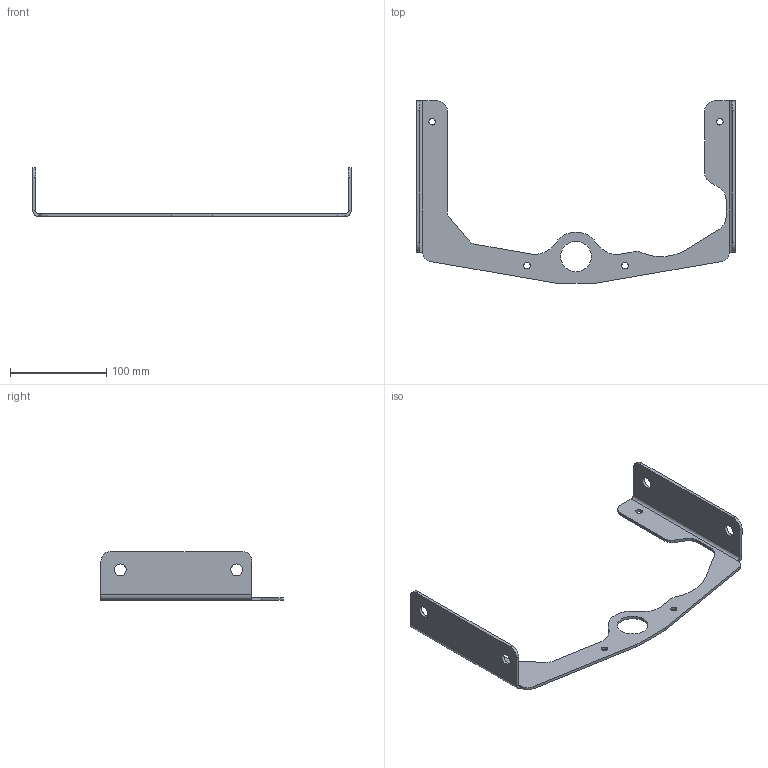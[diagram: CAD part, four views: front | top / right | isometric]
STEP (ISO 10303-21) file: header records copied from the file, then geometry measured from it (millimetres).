
FILE_DESCRIPTION (( 'STEP AP203' ), '1' );
FILE_NAME ('2234105099_Default_sldprt.STEP', '2023-01-20T01:28:38', ( '' ), ( '' ), 'SwSTEP 2.0', 'SolidWorks 2022', '' );
FILE_SCHEMA (( 'CONFIG_CONTROL_DESIGN' ));
Length unit declared in the file: inch
Products named in the file (1): 2234105099_Default_sldprt
Bounding box: 330.2 x 188.93 x 50.8 mm (x, y, z)
Volume: 91678 mm3; surface area: 65833.1 mm2
Topology: 1 solids, 1 shells, 69 faces, 185 edges, 118 vertices
Faces by surface type: cylinder 40, plane 29
Entity records: 2286 total; most frequent: DIRECTION 405, CARTESIAN_POINT 373, ORIENTED_EDGE 370, EDGE_CURVE 185, AXIS2_PLACEMENT_3D 150, VERTEX_POINT 118, VECTOR 105, LINE 105
